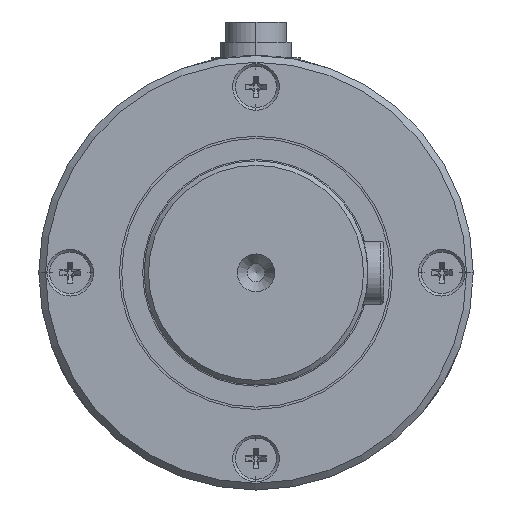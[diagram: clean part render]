
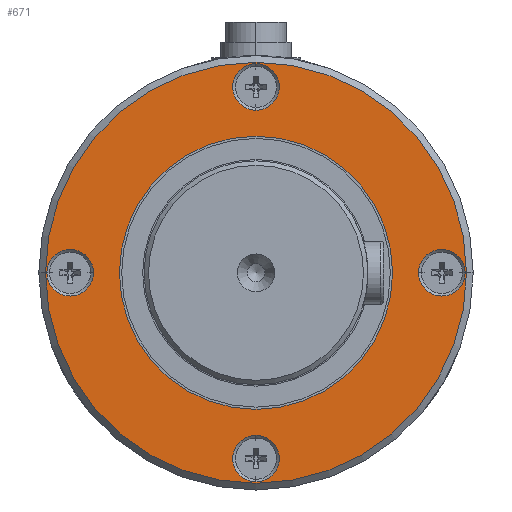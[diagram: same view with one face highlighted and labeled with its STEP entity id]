
A CAD part, left-side view. The second image highlights one B-rep face of the part: STEP entity #671.
In plain terms, the highlighted planar face has unit normal (-1, 0, 0).
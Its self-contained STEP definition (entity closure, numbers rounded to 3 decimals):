
#671 = ADVANCED_FACE( '', ( #1448, #1449, #1450, #1451, #1452, #1453 ), #1454, .T. );
#1448 = FACE_OUTER_BOUND( '', #2526, .T. );
#1449 = FACE_BOUND( '', #2527, .T. );
#1450 = FACE_BOUND( '', #2528, .T. );
#1451 = FACE_BOUND( '', #2529, .T. );
#1452 = FACE_BOUND( '', #2530, .T. );
#1453 = FACE_BOUND( '', #2531, .T. );
#1454 = PLANE( '', #2532 );
#2526 = EDGE_LOOP( '', ( #3809, #3810 ) );
#2527 = EDGE_LOOP( '', ( #3811, #3812 ) );
#2528 = EDGE_LOOP( '', ( #3813, #3814 ) );
#2529 = EDGE_LOOP( '', ( #3815, #3816 ) );
#2530 = EDGE_LOOP( '', ( #3817, #3818 ) );
#2531 = EDGE_LOOP( '', ( #3819, #3820 ) );
#2532 = AXIS2_PLACEMENT_3D( '', #3821, #3822, #3823 );
#3809 = ORIENTED_EDGE( '', *, *, #6042, .F. );
#3810 = ORIENTED_EDGE( '', *, *, #6128, .F. );
#3811 = ORIENTED_EDGE( '', *, *, #6129, .T. );
#3812 = ORIENTED_EDGE( '', *, *, #6130, .T. );
#3813 = ORIENTED_EDGE( '', *, *, #6131, .T. );
#3814 = ORIENTED_EDGE( '', *, *, #6132, .T. );
#3815 = ORIENTED_EDGE( '', *, *, #6133, .T. );
#3816 = ORIENTED_EDGE( '', *, *, #6134, .T. );
#3817 = ORIENTED_EDGE( '', *, *, #6135, .T. );
#3818 = ORIENTED_EDGE( '', *, *, #6002, .T. );
#3819 = ORIENTED_EDGE( '', *, *, #6136, .T. );
#3820 = ORIENTED_EDGE( '', *, *, #6137, .T. );
#3821 = CARTESIAN_POINT( '', ( 213.05, 203.535, 0. ) );
#3822 = DIRECTION( '', ( -1., 0., 0. ) );
#3823 = DIRECTION( '', ( 0., 0., 1. ) );
#6002 = EDGE_CURVE( '', #7005, #7003, #7006, .T. );
#6042 = EDGE_CURVE( '', #7069, #7072, #7073, .T. );
#6128 = EDGE_CURVE( '', #7072, #7069, #7217, .T. );
#6129 = EDGE_CURVE( '', #7218, #7219, #7220, .T. );
#6130 = EDGE_CURVE( '', #7219, #7218, #7221, .T. );
#6131 = EDGE_CURVE( '', #7222, #7223, #7224, .T. );
#6132 = EDGE_CURVE( '', #7223, #7222, #7225, .T. );
#6133 = EDGE_CURVE( '', #7226, #7227, #7228, .T. );
#6134 = EDGE_CURVE( '', #7227, #7226, #7229, .T. );
#6135 = EDGE_CURVE( '', #7003, #7005, #7230, .T. );
#6136 = EDGE_CURVE( '', #7231, #7232, #7233, .T. );
#6137 = EDGE_CURVE( '', #7232, #7231, #7234, .T. );
#7003 = VERTEX_POINT( '', #8508 );
#7005 = VERTEX_POINT( '', #8511 );
#7006 = CIRCLE( '', #8512, 5.2 );
#7069 = VERTEX_POINT( '', #8588 );
#7072 = VERTEX_POINT( '', #8592 );
#7073 = CIRCLE( '', #8593, 47. );
#7217 = CIRCLE( '', #8997, 47. );
#7218 = VERTEX_POINT( '', #8998 );
#7219 = VERTEX_POINT( '', #8999 );
#7220 = CIRCLE( '', #9000, 5.2 );
#7221 = CIRCLE( '', #9001, 5.2 );
#7222 = VERTEX_POINT( '', #9002 );
#7223 = VERTEX_POINT( '', #9003 );
#7224 = CIRCLE( '', #9004, 5.2 );
#7225 = CIRCLE( '', #9005, 5.2 );
#7226 = VERTEX_POINT( '', #9006 );
#7227 = VERTEX_POINT( '', #9007 );
#7228 = CIRCLE( '', #9008, 5.2 );
#7229 = CIRCLE( '', #9009, 5.2 );
#7230 = CIRCLE( '', #9010, 5.2 );
#7231 = VERTEX_POINT( '', #9011 );
#7232 = VERTEX_POINT( '', #9012 );
#7233 = CIRCLE( '', #9013, 30.5 );
#7234 = CIRCLE( '', #9014, 30.5 );
#8508 = CARTESIAN_POINT( '', ( 213.05, 164.535, -36.3 ) );
#8511 = CARTESIAN_POINT( '', ( 213.05, 164.535, -46.7 ) );
#8512 = AXIS2_PLACEMENT_3D( '', #10725, #10726, #10727 );
#8588 = CARTESIAN_POINT( '', ( 213.05, 211.535, 0. ) );
#8592 = CARTESIAN_POINT( '', ( 213.05, 117.535, 0. ) );
#8593 = AXIS2_PLACEMENT_3D( '', #10787, #10788, #10789 );
#8997 = AXIS2_PLACEMENT_3D( '', #10895, #10896, #10897 );
#8998 = CARTESIAN_POINT( '', ( 213.05, 200.835, 0. ) );
#8999 = CARTESIAN_POINT( '', ( 213.05, 211.235, 0. ) );
#9000 = AXIS2_PLACEMENT_3D( '', #10898, #10899, #10900 );
#9001 = AXIS2_PLACEMENT_3D( '', #10901, #10902, #10903 );
#9002 = CARTESIAN_POINT( '', ( 213.05, 164.535, 36.3 ) );
#9003 = CARTESIAN_POINT( '', ( 213.05, 164.535, 46.7 ) );
#9004 = AXIS2_PLACEMENT_3D( '', #10904, #10905, #10906 );
#9005 = AXIS2_PLACEMENT_3D( '', #10907, #10908, #10909 );
#9006 = CARTESIAN_POINT( '', ( 213.05, 128.235, 0. ) );
#9007 = CARTESIAN_POINT( '', ( 213.05, 117.835, 0. ) );
#9008 = AXIS2_PLACEMENT_3D( '', #10910, #10911, #10912 );
#9009 = AXIS2_PLACEMENT_3D( '', #10913, #10914, #10915 );
#9010 = AXIS2_PLACEMENT_3D( '', #10916, #10917, #10918 );
#9011 = CARTESIAN_POINT( '', ( 213.05, 195.035, 0. ) );
#9012 = CARTESIAN_POINT( '', ( 213.05, 134.035, 0. ) );
#9013 = AXIS2_PLACEMENT_3D( '', #10919, #10920, #10921 );
#9014 = AXIS2_PLACEMENT_3D( '', #10922, #10923, #10924 );
#10725 = CARTESIAN_POINT( '', ( 213.05, 164.535, -41.5 ) );
#10726 = DIRECTION( '', ( 1., 0., 0. ) );
#10727 = DIRECTION( '', ( 0., 0., 1. ) );
#10787 = CARTESIAN_POINT( '', ( 213.05, 164.535, 0. ) );
#10788 = DIRECTION( '', ( 1., 0., 0. ) );
#10789 = DIRECTION( '', ( 0., 1., 0. ) );
#10895 = CARTESIAN_POINT( '', ( 213.05, 164.535, 0. ) );
#10896 = DIRECTION( '', ( 1., 0., 0. ) );
#10897 = DIRECTION( '', ( 0., 1., 0. ) );
#10898 = CARTESIAN_POINT( '', ( 213.05, 206.035, 0. ) );
#10899 = DIRECTION( '', ( 1., 0., 0. ) );
#10900 = DIRECTION( '', ( 0., -1., 0. ) );
#10901 = CARTESIAN_POINT( '', ( 213.05, 206.035, 0. ) );
#10902 = DIRECTION( '', ( 1., 0., 0. ) );
#10903 = DIRECTION( '', ( 0., -1., 0. ) );
#10904 = CARTESIAN_POINT( '', ( 213.05, 164.535, 41.5 ) );
#10905 = DIRECTION( '', ( 1., 0., 0. ) );
#10906 = DIRECTION( '', ( 0., 0., -1. ) );
#10907 = CARTESIAN_POINT( '', ( 213.05, 164.535, 41.5 ) );
#10908 = DIRECTION( '', ( 1., 0., 0. ) );
#10909 = DIRECTION( '', ( 0., 0., -1. ) );
#10910 = CARTESIAN_POINT( '', ( 213.05, 123.035, 0. ) );
#10911 = DIRECTION( '', ( 1., 0., 0. ) );
#10912 = DIRECTION( '', ( 0., 1., 0. ) );
#10913 = CARTESIAN_POINT( '', ( 213.05, 123.035, 0. ) );
#10914 = DIRECTION( '', ( 1., 0., 0. ) );
#10915 = DIRECTION( '', ( 0., 1., 0. ) );
#10916 = CARTESIAN_POINT( '', ( 213.05, 164.535, -41.5 ) );
#10917 = DIRECTION( '', ( 1., 0., 0. ) );
#10918 = DIRECTION( '', ( 0., 0., 1. ) );
#10919 = CARTESIAN_POINT( '', ( 213.05, 164.535, 0. ) );
#10920 = DIRECTION( '', ( 1., 0., 0. ) );
#10921 = DIRECTION( '', ( 0., 1., 0. ) );
#10922 = CARTESIAN_POINT( '', ( 213.05, 164.535, 0. ) );
#10923 = DIRECTION( '', ( 1., 0., 0. ) );
#10924 = DIRECTION( '', ( 0., 1., 0. ) );
